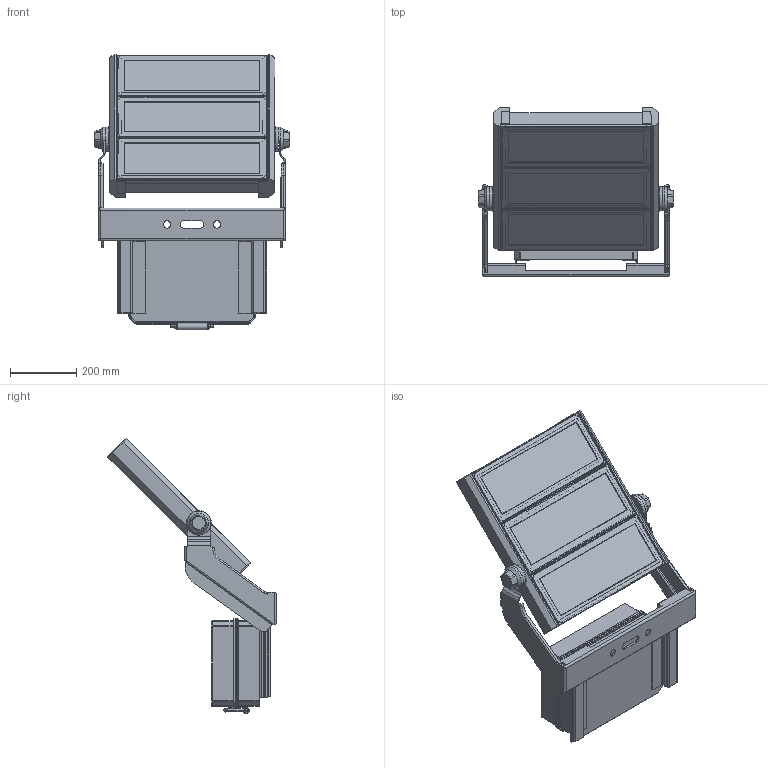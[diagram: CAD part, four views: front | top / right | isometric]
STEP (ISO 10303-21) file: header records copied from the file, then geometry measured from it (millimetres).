
FILE_DESCRIPTION (( 'STEP AP214' ), '1' );
FILE_NAME ('FL-MAX-900W.STEP', '2023-03-28T07:52:58', ( '' ), ( '' ), 'SwSTEP 2.0', 'SolidWorks 2020', '' );
FILE_SCHEMA (( 'AUTOMOTIVE_DESIGN' ));
Length unit declared in the file: millimetre
Products named in the file (1): FL-MAX-900W
Bounding box: 590.58 x 509.19 x 830.82 mm (x, y, z)
Volume: 16156272.9 mm3; surface area: 2994360.7 mm2
Topology: 30 solids, 30 shells, 1138 faces, 2709 edges, 1643 vertices
Faces by surface type: plane 505, cylinder 421, torus 148, bspline 60, cone 4
Full cylindrical faces by diameter (mm): 22 x2, 32.578 x1, 38.495 x1, 39 x1, 40.002 x1, 40.032 x1, 72.417 x1, 72.43 x2, 75 x2
Entity records: 48759 total; most frequent: CARTESIAN_POINT 10201, ORIENTED_EDGE 5372, DIRECTION 5279, EDGE_CURVE 2686, AXIS2_PLACEMENT_3D 1845, VERTEX_POINT 1636, VECTOR 1589, LINE 1589
